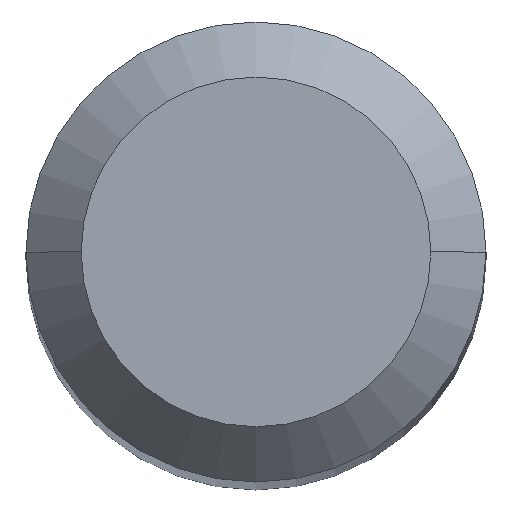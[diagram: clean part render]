
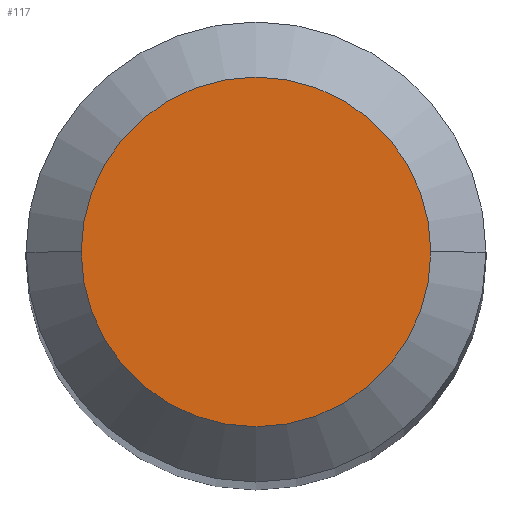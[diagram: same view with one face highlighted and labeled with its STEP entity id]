
A CAD part, top view. The second image highlights one B-rep face of the part: STEP entity #117.
In plain terms, the highlighted planar face has unit normal (0, 0, 1).
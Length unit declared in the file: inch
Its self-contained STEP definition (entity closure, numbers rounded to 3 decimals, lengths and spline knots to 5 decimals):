
#30 = CARTESIAN_POINT ( 'NONE',  ( 0., 0., 0. ) ) ;
#33 = DIRECTION ( 'NONE',  ( 0., 0., 1. ) ) ;
#37 = EDGE_CURVE ( 'NONE', #99, #88, #364, .T. ) ;
#44 = CARTESIAN_POINT ( 'NONE',  ( 0., 0., 0. ) ) ;
#67 = AXIS2_PLACEMENT_3D ( 'NONE', #30, #33, #177 ) ;
#87 = PLANE ( 'NONE',  #236 ) ;
#88 = VERTEX_POINT ( 'NONE', #299 ) ;
#94 = ORIENTED_EDGE ( 'NONE', *, *, #325, .T. ) ;
#99 = VERTEX_POINT ( 'NONE', #234 ) ;
#117 = ADVANCED_FACE ( 'NONE', ( #194 ), #87, .F. ) ;
#154 = ORIENTED_EDGE ( 'NONE', *, *, #37, .T. ) ;
#177 = DIRECTION ( 'NONE',  ( 1., 0., 0. ) ) ;
#194 = FACE_OUTER_BOUND ( 'NONE', #274, .T. ) ;
#230 = DIRECTION ( 'NONE',  ( 1., 0., 0. ) ) ;
#234 = CARTESIAN_POINT ( 'NONE',  ( 0.0475, 0., 0. ) ) ;
#236 = AXIS2_PLACEMENT_3D ( 'NONE', #433, #366, #257 ) ;
#257 = DIRECTION ( 'NONE',  ( -1., 0., 0. ) ) ;
#274 = EDGE_LOOP ( 'NONE', ( #94, #154 ) ) ;
#286 = AXIS2_PLACEMENT_3D ( 'NONE', #44, #425, #230 ) ;
#299 = CARTESIAN_POINT ( 'NONE',  ( -0.0475, 0., 0. ) ) ;
#325 = EDGE_CURVE ( 'NONE', #88, #99, #341, .T. ) ;
#341 = CIRCLE ( 'NONE', #67, 0.0475 ) ;
#364 = CIRCLE ( 'NONE', #286, 0.0475 ) ;
#366 = DIRECTION ( 'NONE',  ( 0., 0., -1. ) ) ;
#425 = DIRECTION ( 'NONE',  ( 0., 0., 1. ) ) ;
#433 = CARTESIAN_POINT ( 'NONE',  ( 0., 0.0475, 0. ) ) ;
